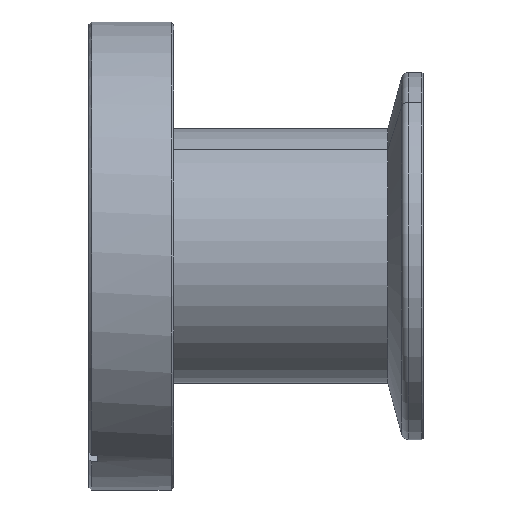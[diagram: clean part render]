
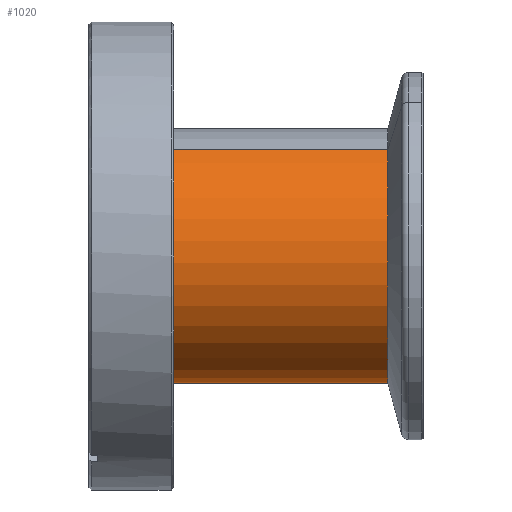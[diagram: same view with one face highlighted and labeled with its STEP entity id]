
A CAD part, left-side view. The second image highlights one B-rep face of the part: STEP entity #1020.
In plain terms, the highlighted cylindrical face has radius 19.05 mm (diameter 38.1 mm), a partial arc.
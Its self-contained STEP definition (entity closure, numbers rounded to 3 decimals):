
#8 = DIRECTION ( 'NONE',  ( 0., 1., 0. ) ) ;
#10 = AXIS2_PLACEMENT_3D ( 'NONE', #2420, #8, #426 ) ;
#171 = VECTOR ( 'NONE', #1133, 1000. ) ;
#205 = AXIS2_PLACEMENT_3D ( 'NONE', #1411, #2428, #590 ) ;
#343 = VECTOR ( 'NONE', #2226, 1000. ) ;
#419 = EDGE_CURVE ( 'NONE', #1087, #1954, #2342, .T. ) ;
#426 = DIRECTION ( 'NONE',  ( 0., 0., 1. ) ) ;
#440 = VERTEX_POINT ( 'NONE', #2194 ) ;
#517 = EDGE_CURVE ( 'NONE', #931, #1954, #1457, .T. ) ;
#590 = DIRECTION ( 'NONE',  ( 0., 0., 1. ) ) ;
#645 = CARTESIAN_POINT ( 'NONE',  ( 0., 50.906, 0. ) ) ;
#769 = CIRCLE ( 'NONE', #10, 19.05 ) ;
#820 = CYLINDRICAL_SURFACE ( 'NONE', #1818, 19.05 ) ;
#844 = DIRECTION ( 'NONE',  ( 0., 1., 0. ) ) ;
#855 = CARTESIAN_POINT ( 'NONE',  ( 0., 50.906, 19.05 ) ) ;
#919 = ORIENTED_EDGE ( 'NONE', *, *, #419, .T. ) ;
#931 = VERTEX_POINT ( 'NONE', #1965 ) ;
#1020 = ADVANCED_FACE ( 'NONE', ( #2076 ), #820, .T. ) ;
#1031 = EDGE_CURVE ( 'NONE', #440, #931, #1822, .T. ) ;
#1087 = VERTEX_POINT ( 'NONE', #2254 ) ;
#1133 = DIRECTION ( 'NONE',  ( 0., 1., 0. ) ) ;
#1381 = ORIENTED_EDGE ( 'NONE', *, *, #517, .F. ) ;
#1411 = CARTESIAN_POINT ( 'NONE',  ( 0., 39.436, 0. ) ) ;
#1457 = CIRCLE ( 'NONE', #205, 19.05 ) ;
#1561 = EDGE_LOOP ( 'NONE', ( #2474, #919, #1381, #2267 ) ) ;
#1818 = AXIS2_PLACEMENT_3D ( 'NONE', #645, #844, #2064 ) ;
#1820 = CARTESIAN_POINT ( 'NONE',  ( 0., 39.436, -19.05 ) ) ;
#1822 = LINE ( 'NONE', #855, #343 ) ;
#1954 = VERTEX_POINT ( 'NONE', #1820 ) ;
#1965 = CARTESIAN_POINT ( 'NONE',  ( 0., 39.436, 19.05 ) ) ;
#2064 = DIRECTION ( 'NONE',  ( 0., 0., 1. ) ) ;
#2076 = FACE_OUTER_BOUND ( 'NONE', #1561, .T. ) ;
#2194 = CARTESIAN_POINT ( 'NONE',  ( 0., 0., 19.05 ) ) ;
#2204 = EDGE_CURVE ( 'NONE', #440, #1087, #769, .T. ) ;
#2226 = DIRECTION ( 'NONE',  ( 0., 1., 0. ) ) ;
#2254 = CARTESIAN_POINT ( 'NONE',  ( 0., 0., -19.05 ) ) ;
#2267 = ORIENTED_EDGE ( 'NONE', *, *, #1031, .F. ) ;
#2342 = LINE ( 'NONE', #2552, #171 ) ;
#2420 = CARTESIAN_POINT ( 'NONE',  ( 0., 0., 0. ) ) ;
#2428 = DIRECTION ( 'NONE',  ( 0., 1., 0. ) ) ;
#2474 = ORIENTED_EDGE ( 'NONE', *, *, #2204, .T. ) ;
#2552 = CARTESIAN_POINT ( 'NONE',  ( 0., 50.906, -19.05 ) ) ;
